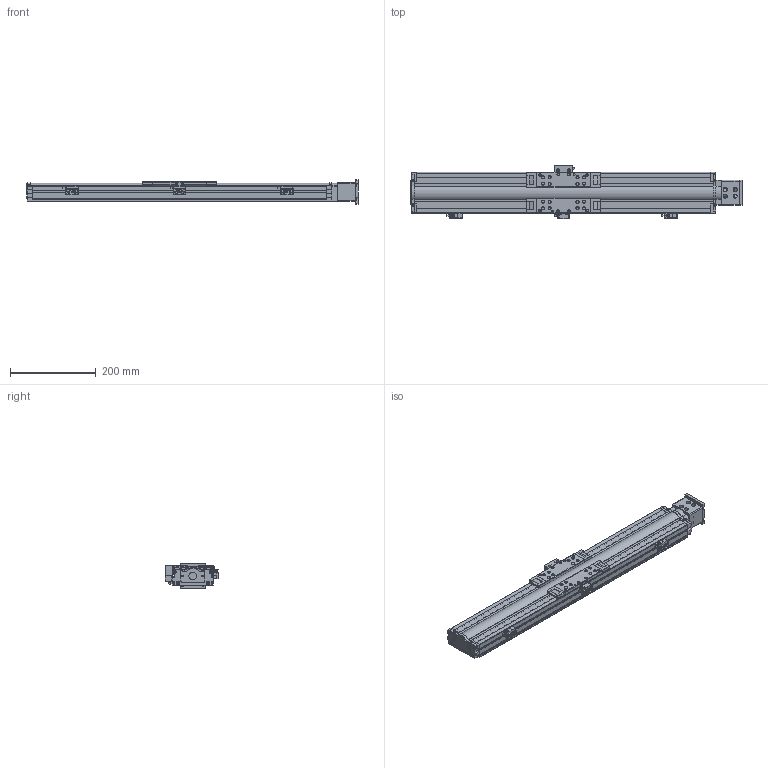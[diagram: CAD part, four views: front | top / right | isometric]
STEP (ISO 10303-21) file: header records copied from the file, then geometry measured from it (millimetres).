
FILE_DESCRIPTION(/* description */ (''),/* implementation_level */ '2;1');
FILE_NAME(/* name */ '404500XRMS__D2H3L2C3M3E2B1P1R1_HTS_8483405010_2021-03-29_19-17-38 v1.step',/* time_stamp */ '2022-06-02T16:25:27+02:00',/* author */ (''),/* organization */ (''),/* preprocessor_version */ 'ST-DEVELOPER v19',/* originating_system */ 'Autodesk Translation Framework v11.7.0.108',/* authorisation */ '');
FILE_SCHEMA (('AUTOMOTIVE_DESIGN { 1 0 10303 214 3 1 1 }'));
Length unit declared in the file: millimetre
Products named in the file (18): 404500XRMS__D2H3L2C3M3E2B1P1R1_HTS_8483405010_2021-03-29_19-17-38; _404XR-500-R1-0-BASE; _404XR-CARR-C; _404XR-L-ENC; _404XR-S-PLT; _404XR-CEC-C; _404XRE2B1-REB; _404XR-FEB; _404XR-D2-500-BS; _EMN-003-1898-53; _30108110; _EMN-100-2376-01; _EMN-100-2844-01; _404XR-0-SEN; _404XR-500-TC; _404XR-SC; _404XR-500-SS; _404XR-ENC-B
Assembly tree (24 placements, depth 2):
  404500XRMS__D2H3L2C3M3E2B1P1R1_HTS_8483405010_2021-03-29_19-17-38
    _404XR-500-R1-0-BASE
    _404XR-CARR-C
    _404XR-L-ENC
    _404XR-S-PLT
    _404XR-CEC-C  x4
    _404XRE2B1-REB
    _404XR-FEB
    _404XR-D2-500-BS
    _EMN-003-1898-53
    _30108110
    _EMN-100-2376-01
    _EMN-100-2844-01
    _404XR-0-SEN  x3
    _404XR-500-TC
    _404XR-SC  x2
    _404XR-500-SS  x2
    _404XR-ENC-B
Bounding box: 773 x 124.75 x 58 mm (x, y, z)
Volume: 1614418.6 mm3; surface area: 615940.2 mm2
Topology: 24 solids, 24 shells, 1473 faces, 3650 edges, 2364 vertices
Faces by surface type: plane 787, cylinder 454, cone 214, torus 16, bspline 2
Full cylindrical faces by diameter (mm): 1.4 x1, 2 x1, 2.459 x68, 2.5 x7, 2.625 x2, 2.7 x3, 3.242 x8, 3.35 x3, 3.45 x2, 3.5 x4, 4 x8, 4.08 x2, 4.134 x4, 4.5 x7, 4.8 x12, 4.826 x2, 4.917 x8, 5 x3, 5.4 x4, 5.8 x4, 6 x5, 6.35 x5, 6.401 x1, 6.6 x16, 6.8 x20, 7.2 x24, 8 x9, 8.001 x1, 9.5 x5, 9.525 x1
Entity records: 39475 total; most frequent: CARTESIAN_POINT 7116, DIRECTION 6579, ORIENTED_EDGE 6032, EDGE_CURVE 3016, AXIS2_PLACEMENT_3D 2330, VERTEX_POINT 2000, LINE 1919, VECTOR 1919
